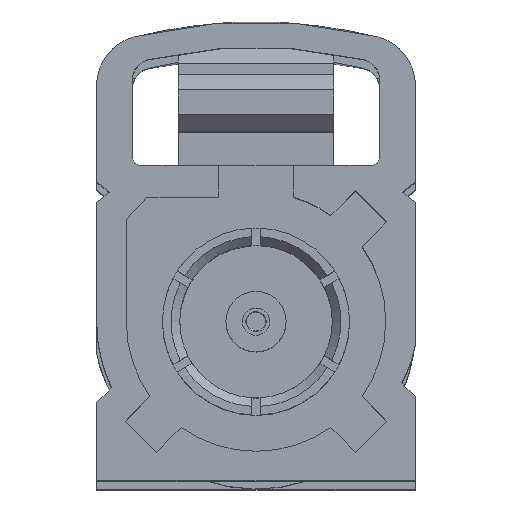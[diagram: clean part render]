
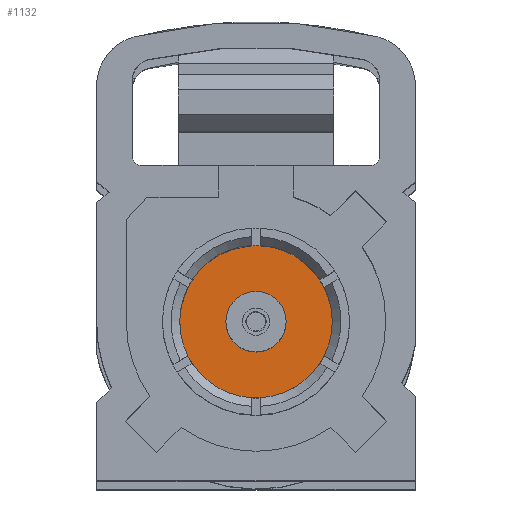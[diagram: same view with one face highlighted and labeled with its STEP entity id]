
A CAD part, top view. The second image highlights one B-rep face of the part: STEP entity #1132.
In plain terms, the highlighted planar face has unit normal (0, 0, 1).
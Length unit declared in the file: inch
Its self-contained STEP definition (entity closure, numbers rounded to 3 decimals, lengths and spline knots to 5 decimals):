
#476 = AXIS2_PLACEMENT_3D ( 'NONE', #1881, #4565, #5646 ) ;
#1008 = DIRECTION ( 'NONE',  ( 0., 0., 1. ) ) ;
#1132 = ADVANCED_FACE ( 'NONE', ( #1274, #6674 ), #1835, .T. ) ;
#1274 = FACE_BOUND ( 'NONE', #3660, .T. ) ;
#1835 = PLANE ( 'NONE',  #476 ) ;
#1881 = CARTESIAN_POINT ( 'NONE',  ( 0.04331, 0.18105, -0.28065 ) ) ;
#2107 = VERTEX_POINT ( 'NONE', #6069 ) ;
#2137 = AXIS2_PLACEMENT_3D ( 'NONE', #3105, #1008, #5299 ) ;
#2447 = DIRECTION ( 'NONE',  ( 1., 0., 0. ) ) ;
#2647 = ORIENTED_EDGE ( 'NONE', *, *, #4913, .T. ) ;
#2827 = AXIS2_PLACEMENT_3D ( 'NONE', #6750, #3535, #2447 ) ;
#3105 = CARTESIAN_POINT ( 'NONE',  ( 0., 0., -0.28065 ) ) ;
#3535 = DIRECTION ( 'NONE',  ( 0., 0., 1. ) ) ;
#3660 = EDGE_LOOP ( 'NONE', ( #6379 ) ) ;
#3914 = EDGE_CURVE ( 'NONE', #4378, #4378, #5295, .T. ) ;
#4378 = VERTEX_POINT ( 'NONE', #4448 ) ;
#4448 = CARTESIAN_POINT ( 'NONE',  ( -0.035, 0., -0.28065 ) ) ;
#4565 = DIRECTION ( 'NONE',  ( 0., 0., 1. ) ) ;
#4913 = EDGE_CURVE ( 'NONE', #2107, #2107, #6627, .T. ) ;
#5295 = CIRCLE ( 'NONE', #2137, 0.035 ) ;
#5299 = DIRECTION ( 'NONE',  ( -1., 0., 0. ) ) ;
#5403 = EDGE_LOOP ( 'NONE', ( #2647 ) ) ;
#5646 = DIRECTION ( 'NONE',  ( 1., 0., 0. ) ) ;
#6069 = CARTESIAN_POINT ( 'NONE',  ( 0.08853, 0., -0.28065 ) ) ;
#6379 = ORIENTED_EDGE ( 'NONE', *, *, #3914, .F. ) ;
#6627 = CIRCLE ( 'NONE', #2827, 0.08853 ) ;
#6674 = FACE_OUTER_BOUND ( 'NONE', #5403, .T. ) ;
#6750 = CARTESIAN_POINT ( 'NONE',  ( 0., 0., -0.28065 ) ) ;
